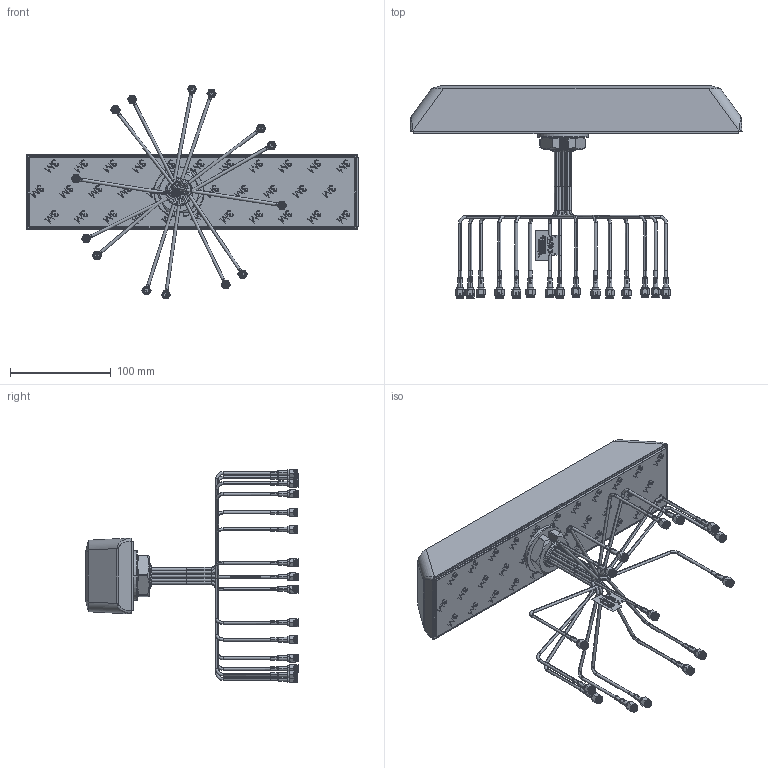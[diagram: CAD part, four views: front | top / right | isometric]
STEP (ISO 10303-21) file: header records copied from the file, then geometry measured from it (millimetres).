
FILE_DESCRIPTION (( 'STEP AP214' ), '1' );
FILE_NAME ('MAX1015.W.001_Web.STEP', '2025-03-01T03:26:13', ( '' ), ( '' ), 'SwSTEP 2.0', 'SolidWorks 2022', '' );
FILE_SCHEMA (( 'AUTOMOTIVE_DESIGN' ));
Length unit declared in the file: millimetre
Products named in the file (1): MAX1015.W.001_Web
Bounding box: 330.02 x 211.25 x 212.7 mm (x, y, z)
Surface area: 154146.1 mm2 (no closed solid volume)
Topology: 0 solids, 260 shells, 1391 faces, 7167 edges, 6008 vertices
Faces by surface type: cylinder 502, plane 391, cone 283, torus 174, bspline 39, sphere 2
Entity records: 114773 total; most frequent: CARTESIAN_POINT 48033, ORIENTED_EDGE 9561, DIRECTION 9335, EDGE_CURVE 7167, VERTEX_POINT 6008, LINE 3389, VECTOR 3389, AXIS2_PLACEMENT_3D 2973
